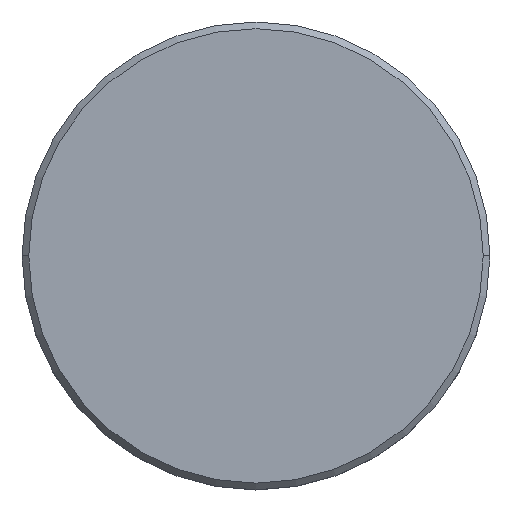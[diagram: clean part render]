
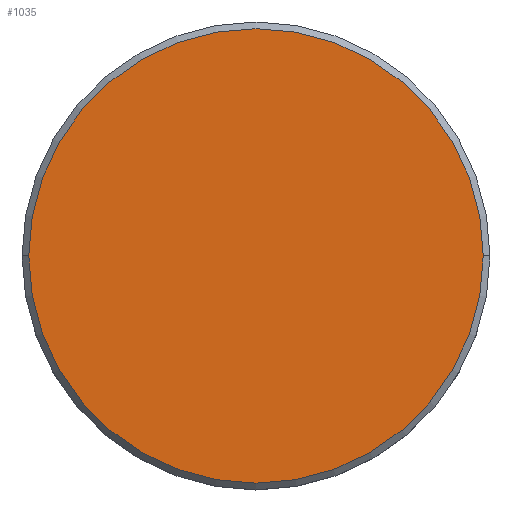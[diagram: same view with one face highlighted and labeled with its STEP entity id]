
A CAD part, top view. The second image highlights one B-rep face of the part: STEP entity #1035.
In plain terms, the highlighted planar face has unit normal (0, 0, 1).
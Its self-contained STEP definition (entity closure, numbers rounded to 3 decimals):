
#61 = ORIENTED_EDGE ( 'NONE', *, *, #924, .T. ) ;
#104 = VERTEX_POINT ( 'NONE', #581 ) ;
#224 = EDGE_LOOP ( 'NONE', ( #335, #61 ) ) ;
#231 = CARTESIAN_POINT ( 'NONE',  ( 0., 0., 0. ) ) ;
#237 = DIRECTION ( 'NONE',  ( 0., 0., 1. ) ) ;
#282 = AXIS2_PLACEMENT_3D ( 'NONE', #667, #1047, #946 ) ;
#299 = AXIS2_PLACEMENT_3D ( 'NONE', #1055, #237, #424 ) ;
#335 = ORIENTED_EDGE ( 'NONE', *, *, #1113, .T. ) ;
#420 = DIRECTION ( 'NONE',  ( 1., 0., 0. ) ) ;
#424 = DIRECTION ( 'NONE',  ( 1., 0., 0. ) ) ;
#465 = CIRCLE ( 'NONE', #299, 17. ) ;
#505 = CIRCLE ( 'NONE', #282, 17. ) ;
#526 = AXIS2_PLACEMENT_3D ( 'NONE', #231, #1063, #420 ) ;
#581 = CARTESIAN_POINT ( 'NONE',  ( -17., 0., 0. ) ) ;
#596 = FACE_OUTER_BOUND ( 'NONE', #224, .T. ) ;
#667 = CARTESIAN_POINT ( 'NONE',  ( 0., 0., 0. ) ) ;
#695 = VERTEX_POINT ( 'NONE', #904 ) ;
#904 = CARTESIAN_POINT ( 'NONE',  ( 17., 0., 0. ) ) ;
#924 = EDGE_CURVE ( 'NONE', #695, #104, #505, .T. ) ;
#946 = DIRECTION ( 'NONE',  ( 1., 0., 0. ) ) ;
#985 = PLANE ( 'NONE',  #526 ) ;
#1035 = ADVANCED_FACE ( 'NONE', ( #596 ), #985, .T. ) ;
#1047 = DIRECTION ( 'NONE',  ( 0., 0., 1. ) ) ;
#1055 = CARTESIAN_POINT ( 'NONE',  ( 0., 0., 0. ) ) ;
#1063 = DIRECTION ( 'NONE',  ( 0., 0., 1. ) ) ;
#1113 = EDGE_CURVE ( 'NONE', #104, #695, #465, .T. ) ;
